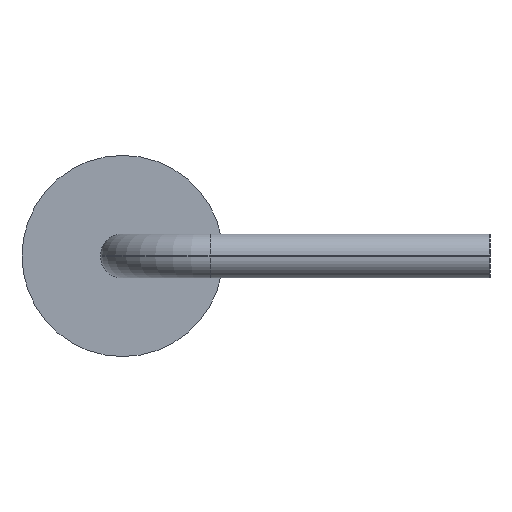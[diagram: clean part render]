
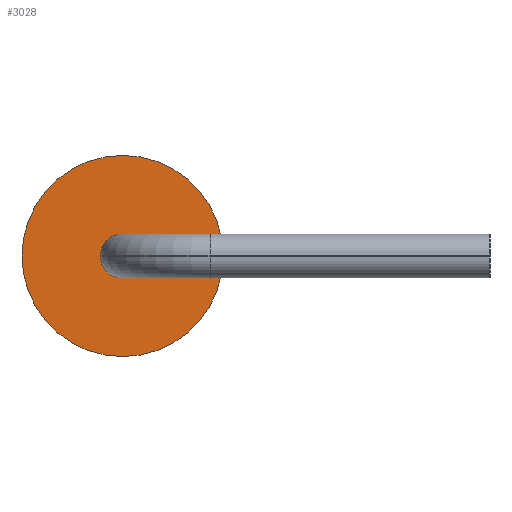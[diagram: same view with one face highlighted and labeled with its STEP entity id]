
A CAD part, left-side view. The second image highlights one B-rep face of the part: STEP entity #3028.
In plain terms, the highlighted planar face has unit normal (-1, 0, 0).
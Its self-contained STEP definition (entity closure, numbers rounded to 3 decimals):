
#2907 = CYLINDRICAL_SURFACE('',#2908,1.15);
#2908 = AXIS2_PLACEMENT_3D('',#2909,#2910,#2911);
#2909 = CARTESIAN_POINT('',(-2.5,1.15,0.));
#2910 = DIRECTION('',(1.,0.,0.));
#2911 = DIRECTION('',(0.,1.,0.));
#3028 = ADVANCED_FACE('',(#3029),#3042,.T.);
#3029 = FACE_BOUND('',#3030,.F.);
#3030 = EDGE_LOOP('',(#3031));
#3031 = ORIENTED_EDGE('',*,*,#3032,.F.);
#3032 = EDGE_CURVE('',#3033,#3033,#3035,.T.);
#3033 = VERTEX_POINT('',#3034);
#3034 = CARTESIAN_POINT('',(-2.5,2.3,0.));
#3035 = SURFACE_CURVE('',#3036,(#3041,#3053),.PCURVE_S1.);
#3036 = CIRCLE('',#3037,1.15);
#3037 = AXIS2_PLACEMENT_3D('',#3038,#3039,#3040);
#3038 = CARTESIAN_POINT('',(-2.5,1.15,0.));
#3039 = DIRECTION('',(-1.,0.,0.));
#3040 = DIRECTION('',(0.,1.,0.));
#3041 = PCURVE('',#3042,#3047);
#3042 = PLANE('',#3043);
#3043 = AXIS2_PLACEMENT_3D('',#3044,#3045,#3046);
#3044 = CARTESIAN_POINT('',(-2.5,1.15,0.));
#3045 = DIRECTION('',(-1.,0.,0.));
#3046 = DIRECTION('',(0.,1.,0.));
#3047 = DEFINITIONAL_REPRESENTATION('',(#3048),#3052);
#3048 = CIRCLE('',#3049,1.15);
#3049 = AXIS2_PLACEMENT_2D('',#3050,#3051);
#3050 = CARTESIAN_POINT('',(0.,0.));
#3051 = DIRECTION('',(1.,-0.));
#3052 = ( GEOMETRIC_REPRESENTATION_CONTEXT(2) 
PARAMETRIC_REPRESENTATION_CONTEXT() REPRESENTATION_CONTEXT('2D SPACE',''
  ) );
#3053 = PCURVE('',#2907,#3054);
#3054 = DEFINITIONAL_REPRESENTATION('',(#3055),#3059);
#3055 = LINE('',#3056,#3057);
#3056 = CARTESIAN_POINT('',(-0.,0.));
#3057 = VECTOR('',#3058,1.);
#3058 = DIRECTION('',(-1.,0.));
#3059 = ( GEOMETRIC_REPRESENTATION_CONTEXT(2) 
PARAMETRIC_REPRESENTATION_CONTEXT() REPRESENTATION_CONTEXT('2D SPACE',''
  ) );
